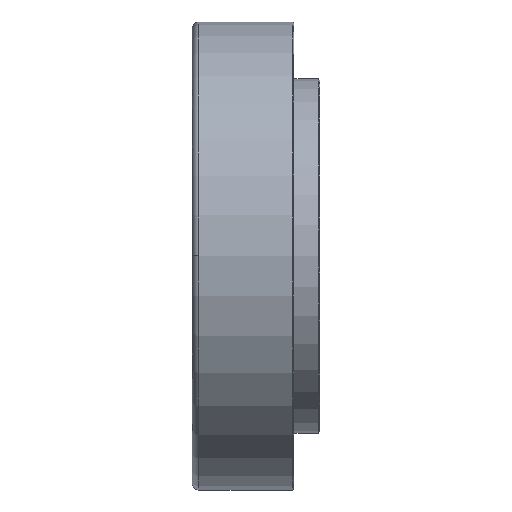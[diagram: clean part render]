
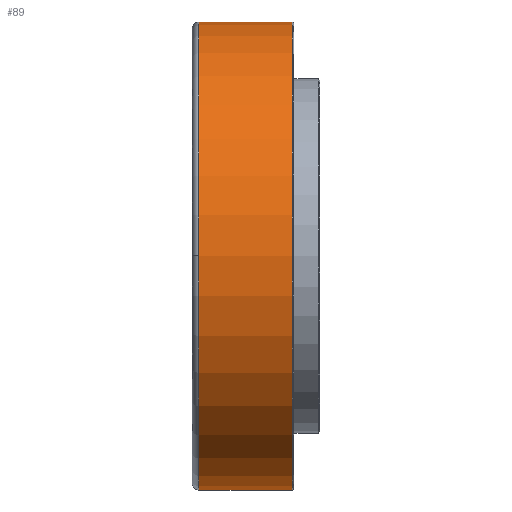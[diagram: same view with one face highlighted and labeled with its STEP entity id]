
A CAD part, top view. The second image highlights one B-rep face of the part: STEP entity #89.
In plain terms, the highlighted cylindrical face has radius 90 mm (diameter 180 mm), a partial arc.
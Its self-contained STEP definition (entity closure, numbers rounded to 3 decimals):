
#89=ADVANCED_FACE('',(#275),#276,.T.);
#275=FACE_OUTER_BOUND('',#631,.T.);
#276=CYLINDRICAL_SURFACE('',#632,90.0);
#631=EDGE_LOOP('',(#1137,#1138,#1139,#1140,#1141,#1142));
#632=AXIS2_PLACEMENT_3D('',#1143,#1144,#1145);
#1137=ORIENTED_EDGE('',*,*,#2124,.F.);
#1138=ORIENTED_EDGE('',*,*,#2125,.T.);
#1139=ORIENTED_EDGE('',*,*,#2126,.T.);
#1140=ORIENTED_EDGE('',*,*,#2127,.F.);
#1141=ORIENTED_EDGE('',*,*,#2128,.F.);
#1142=ORIENTED_EDGE('',*,*,#2120,.F.);
#1143=CARTESIAN_POINT('',(20.5,0.0,0.0));
#1144=DIRECTION('',(1.0,0.0,0.0));
#1145=DIRECTION('',(0.0,1.0,0.0));
#2120=EDGE_CURVE('',#2489,#2491,#2492,.T.);
#2124=EDGE_CURVE('',#2498,#2489,#2499,.T.);
#2125=EDGE_CURVE('',#2498,#2500,#2501,.T.);
#2126=EDGE_CURVE('',#2500,#2502,#2503,.T.);
#2127=EDGE_CURVE('',#2504,#2502,#2505,.T.);
#2128=EDGE_CURVE('',#2491,#2504,#2506,.T.);
#2489=VERTEX_POINT('',#3049);
#2491=VERTEX_POINT('',#3051);
#2492=CIRCLE('',#3052,90.0);
#2498=VERTEX_POINT('',#3058);
#2499=LINE('',#3059,#3060);
#2500=VERTEX_POINT('',#3061);
#2501=CIRCLE('',#3062,90.0);
#2502=VERTEX_POINT('',#3063);
#2503=CIRCLE('',#3064,90.0);
#2504=VERTEX_POINT('',#3065);
#2505=LINE('',#3066,#3067);
#2506=CIRCLE('',#3068,90.0);
#3049=CARTESIAN_POINT('',(38.5,90.0,0.0));
#3051=CARTESIAN_POINT('',(38.5,0.,90.0));
#3052=AXIS2_PLACEMENT_3D('',#5209,#5210,#5211);
#3058=CARTESIAN_POINT('',(2.5,90.0,0.0));
#3059=CARTESIAN_POINT('',(20.5,90.0,0.));
#3060=VECTOR('',#5221,1.0);
#3061=CARTESIAN_POINT('',(2.5,0.,90.0));
#3062=AXIS2_PLACEMENT_3D('',#5222,#5223,#5224);
#3063=CARTESIAN_POINT('',(2.5,-90.0,0.));
#3064=AXIS2_PLACEMENT_3D('',#5225,#5226,#5227);
#3065=CARTESIAN_POINT('',(38.5,-90.0,0.));
#3066=CARTESIAN_POINT('',(20.5,-90.0,0.));
#3067=VECTOR('',#5228,1.0);
#3068=AXIS2_PLACEMENT_3D('',#5229,#5230,#5231);
#5209=CARTESIAN_POINT('',(38.5,0.0,0.0));
#5210=DIRECTION('',(1.0,0.0,0.0));
#5211=DIRECTION('',(0.0,1.0,0.0));
#5221=DIRECTION('',(1.0,0.0,0.0));
#5222=CARTESIAN_POINT('',(2.5,0.0,0.0));
#5223=DIRECTION('',(1.0,0.0,0.0));
#5224=DIRECTION('',(0.0,1.0,0.0));
#5225=CARTESIAN_POINT('',(2.5,0.0,0.0));
#5226=DIRECTION('',(1.0,0.0,0.0));
#5227=DIRECTION('',(0.0,1.0,0.0));
#5228=DIRECTION('',(-1.0,-0.0,-0.0));
#5229=CARTESIAN_POINT('',(38.5,0.0,0.0));
#5230=DIRECTION('',(1.0,0.0,0.0));
#5231=DIRECTION('',(0.0,1.0,0.0));
